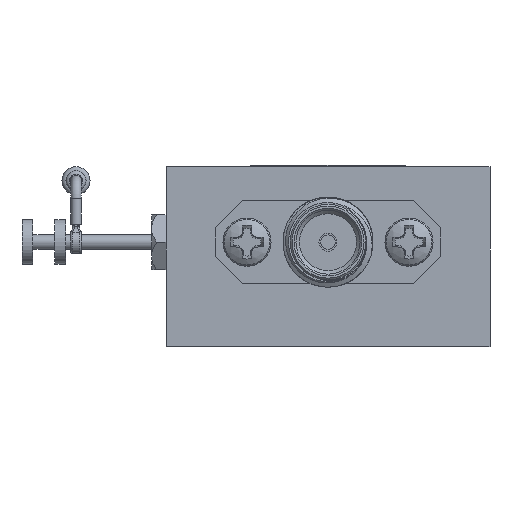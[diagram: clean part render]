
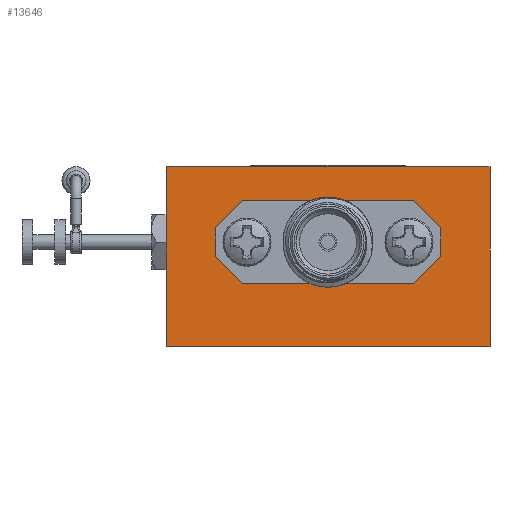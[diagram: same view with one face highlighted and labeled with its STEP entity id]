
A CAD part, left-side view. The second image highlights one B-rep face of the part: STEP entity #13646.
In plain terms, the highlighted planar face has unit normal (-1, 0, 0).
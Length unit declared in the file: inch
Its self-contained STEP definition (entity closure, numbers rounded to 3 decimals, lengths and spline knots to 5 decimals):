
#469 = FACE_OUTER_BOUND ( 'NONE', #6715, .T. ) ;
#698 = VERTEX_POINT ( 'NONE', #5772 ) ;
#1108 = ORIENTED_EDGE ( 'NONE', *, *, #8856, .T. ) ;
#1246 = LINE ( 'NONE', #12117, #4852 ) ;
#1277 = EDGE_CURVE ( 'NONE', #14020, #1469, #13948, .T. ) ;
#1469 = VERTEX_POINT ( 'NONE', #12744 ) ;
#1630 = CARTESIAN_POINT ( 'NONE',  ( -0.565, -0.2375, 0.155 ) ) ;
#1804 = CARTESIAN_POINT ( 'NONE',  ( -0.565, -0.3125, 0. ) ) ;
#1946 = EDGE_CURVE ( 'NONE', #4181, #1469, #5024, .T. ) ;
#1985 = ORIENTED_EDGE ( 'NONE', *, *, #14213, .F. ) ;
#2292 = CARTESIAN_POINT ( 'NONE',  ( -0.565, 0.3125, -0.075 ) ) ;
#2301 = VERTEX_POINT ( 'NONE', #1630 ) ;
#2576 = DIRECTION ( 'NONE',  ( 0., -1., 0. ) ) ;
#3138 = VERTEX_POINT ( 'NONE', #3284 ) ;
#3284 = CARTESIAN_POINT ( 'NONE',  ( -0.565, -0.45, 0.25 ) ) ;
#3554 = VECTOR ( 'NONE', #10841, 39.37008 ) ;
#3680 = VECTOR ( 'NONE', #2576, 39.37008 ) ;
#3901 = CARTESIAN_POINT ( 'NONE',  ( -0.565, -0.17625, -0.13625 ) ) ;
#4181 = VERTEX_POINT ( 'NONE', #13926 ) ;
#4220 = DIRECTION ( 'NONE',  ( 0., 1., 0. ) ) ;
#4385 = EDGE_CURVE ( 'NONE', #3138, #4472, #8986, .T. ) ;
#4472 = VERTEX_POINT ( 'NONE', #6927 ) ;
#4840 = EDGE_CURVE ( 'NONE', #698, #5861, #12296, .T. ) ;
#4852 = VECTOR ( 'NONE', #13592, 39.37008 ) ;
#5024 = LINE ( 'NONE', #2292, #3554 ) ;
#5124 = CARTESIAN_POINT ( 'NONE',  ( -0.565, 0.3125, 0. ) ) ;
#5395 = CARTESIAN_POINT ( 'NONE',  ( -0.565, -0.45, 0.25 ) ) ;
#5613 = VECTOR ( 'NONE', #16373, 39.37008 ) ;
#5761 = FACE_BOUND ( 'NONE', #13002, .T. ) ;
#5772 = CARTESIAN_POINT ( 'NONE',  ( -0.565, 0.3125, 0.08 ) ) ;
#5861 = VERTEX_POINT ( 'NONE', #13005 ) ;
#5939 = CARTESIAN_POINT ( 'NONE',  ( -0.565, -0.45, 0.25 ) ) ;
#6176 = EDGE_CURVE ( 'NONE', #2301, #9251, #9517, .T. ) ;
#6567 = AXIS2_PLACEMENT_3D ( 'NONE', #5939, #10044, #7307 ) ;
#6644 = CARTESIAN_POINT ( 'NONE',  ( -0.565, 0.17625, 0.21625 ) ) ;
#6715 = EDGE_LOOP ( 'NONE', ( #1108, #15517, #1985, #15206 ) ) ;
#6927 = CARTESIAN_POINT ( 'NONE',  ( -0.565, -0.45, -0.25 ) ) ;
#6958 = LINE ( 'NONE', #12611, #16119 ) ;
#7186 = VECTOR ( 'NONE', #13615, 39.37008 ) ;
#7307 = DIRECTION ( 'NONE',  ( 0., 0., -1. ) ) ;
#7511 = CARTESIAN_POINT ( 'NONE',  ( -0.565, -0.45, 0.25 ) ) ;
#7608 = ORIENTED_EDGE ( 'NONE', *, *, #17650, .F. ) ;
#7658 = VERTEX_POINT ( 'NONE', #16130 ) ;
#7788 = ORIENTED_EDGE ( 'NONE', *, *, #17159, .F. ) ;
#8014 = EDGE_CURVE ( 'NONE', #14020, #9251, #1246, .T. ) ;
#8025 = LINE ( 'NONE', #17732, #7186 ) ;
#8729 = VECTOR ( 'NONE', #8910, 39.37008 ) ;
#8831 = VECTOR ( 'NONE', #15115, 39.37008 ) ;
#8856 = EDGE_CURVE ( 'NONE', #7658, #4472, #8025, .T. ) ;
#8910 = DIRECTION ( 'NONE',  ( 0., 0., -1. ) ) ;
#8986 = LINE ( 'NONE', #7511, #11181 ) ;
#9229 = ORIENTED_EDGE ( 'NONE', *, *, #1946, .F. ) ;
#9251 = VERTEX_POINT ( 'NONE', #15162 ) ;
#9408 = CARTESIAN_POINT ( 'NONE',  ( -0.565, 0.3125, -0.075 ) ) ;
#9467 = DIRECTION ( 'NONE',  ( 0., -0.707, 0.707 ) ) ;
#9517 = LINE ( 'NONE', #15208, #8831 ) ;
#9965 = ORIENTED_EDGE ( 'NONE', *, *, #8014, .F. ) ;
#10040 = VECTOR ( 'NONE', #9467, 39.37008 ) ;
#10044 = DIRECTION ( 'NONE',  ( 1., 0., 0. ) ) ;
#10082 = DIRECTION ( 'NONE',  ( 0., 0.707, 0.707 ) ) ;
#10194 = EDGE_CURVE ( 'NONE', #16283, #7658, #14758, .T. ) ;
#10256 = CARTESIAN_POINT ( 'NONE',  ( -0.565, 0.17625, -0.13625 ) ) ;
#10431 = DIRECTION ( 'NONE',  ( 0., 0., -1. ) ) ;
#10841 = DIRECTION ( 'NONE',  ( 0., -1., 0. ) ) ;
#10943 = LINE ( 'NONE', #5395, #3680 ) ;
#11181 = VECTOR ( 'NONE', #10431, 39.37008 ) ;
#11691 = VECTOR ( 'NONE', #15059, 39.37008 ) ;
#11694 = ORIENTED_EDGE ( 'NONE', *, *, #4840, .T. ) ;
#12051 = ORIENTED_EDGE ( 'NONE', *, *, #17051, .T. ) ;
#12117 = CARTESIAN_POINT ( 'NONE',  ( -0.565, -0.3125, -0.075 ) ) ;
#12296 = LINE ( 'NONE', #6644, #10040 ) ;
#12591 = VECTOR ( 'NONE', #10082, 39.37008 ) ;
#12611 = CARTESIAN_POINT ( 'NONE',  ( -0.565, 0.3125, 0.155 ) ) ;
#12744 = CARTESIAN_POINT ( 'NONE',  ( -0.565, -0.2375, -0.075 ) ) ;
#12788 = PLANE ( 'NONE',  #6567 ) ;
#13002 = EDGE_LOOP ( 'NONE', ( #9229, #12051, #7608, #11694, #7788, #13725, #9965, #14499 ) ) ;
#13005 = CARTESIAN_POINT ( 'NONE',  ( -0.565, 0.2375, 0.155 ) ) ;
#13467 = CARTESIAN_POINT ( 'NONE',  ( -0.565, 0.45, 0.25 ) ) ;
#13592 = DIRECTION ( 'NONE',  ( 0., 0., 1. ) ) ;
#13615 = DIRECTION ( 'NONE',  ( 0., -1., 0. ) ) ;
#13646 = ADVANCED_FACE ( 'NONE', ( #5761, #469 ), #12788, .F. ) ;
#13725 = ORIENTED_EDGE ( 'NONE', *, *, #6176, .T. ) ;
#13926 = CARTESIAN_POINT ( 'NONE',  ( -0.565, 0.2375, -0.075 ) ) ;
#13948 = LINE ( 'NONE', #3901, #11691 ) ;
#14020 = VERTEX_POINT ( 'NONE', #1804 ) ;
#14213 = EDGE_CURVE ( 'NONE', #16283, #3138, #10943, .T. ) ;
#14499 = ORIENTED_EDGE ( 'NONE', *, *, #1277, .T. ) ;
#14758 = LINE ( 'NONE', #13467, #8729 ) ;
#15059 = DIRECTION ( 'NONE',  ( 0., 0.707, -0.707 ) ) ;
#15115 = DIRECTION ( 'NONE',  ( 0., -0.707, -0.707 ) ) ;
#15162 = CARTESIAN_POINT ( 'NONE',  ( -0.565, -0.3125, 0.08 ) ) ;
#15206 = ORIENTED_EDGE ( 'NONE', *, *, #10194, .T. ) ;
#15208 = CARTESIAN_POINT ( 'NONE',  ( -0.565, -0.17625, 0.21625 ) ) ;
#15517 = ORIENTED_EDGE ( 'NONE', *, *, #4385, .F. ) ;
#15724 = VERTEX_POINT ( 'NONE', #5124 ) ;
#15770 = LINE ( 'NONE', #10256, #12591 ) ;
#16119 = VECTOR ( 'NONE', #4220, 39.37008 ) ;
#16130 = CARTESIAN_POINT ( 'NONE',  ( -0.565, 0.45, -0.25 ) ) ;
#16197 = LINE ( 'NONE', #9408, #5613 ) ;
#16283 = VERTEX_POINT ( 'NONE', #17007 ) ;
#16373 = DIRECTION ( 'NONE',  ( 0., 0., -1. ) ) ;
#17007 = CARTESIAN_POINT ( 'NONE',  ( -0.565, 0.45, 0.25 ) ) ;
#17051 = EDGE_CURVE ( 'NONE', #4181, #15724, #15770, .T. ) ;
#17159 = EDGE_CURVE ( 'NONE', #2301, #5861, #6958, .T. ) ;
#17650 = EDGE_CURVE ( 'NONE', #698, #15724, #16197, .T. ) ;
#17732 = CARTESIAN_POINT ( 'NONE',  ( -0.565, -0.45, -0.25 ) ) ;
